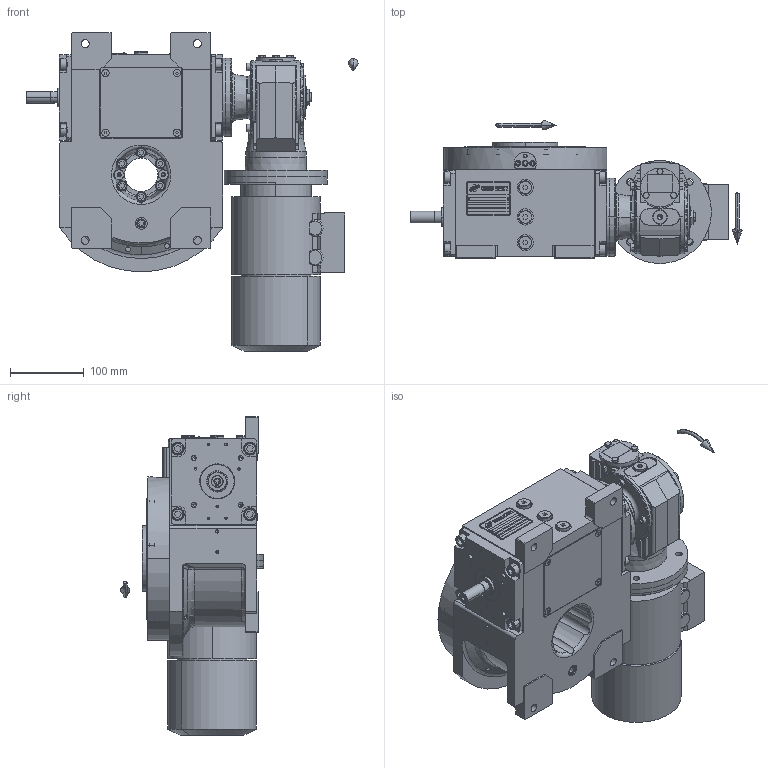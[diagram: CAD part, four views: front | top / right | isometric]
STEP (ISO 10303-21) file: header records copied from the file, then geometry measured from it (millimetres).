
FILE_DESCRIPTION (( 'STEP AP203' ), '1' );
FILE_NAME ('PC5201996.step', '2026-04-01T08:52:09', ( '' ), ( '' ), 'SwSTEP 2.0', 'SolidWorks 2020', '' );
FILE_SCHEMA (( 'CONFIG_CONTROL_DESIGN' ));
Length unit declared in the file: millimetre
Products named in the file (82): cfn2151_01_109; rig06_017; cfn2000_01_161; cfn2107_01_001; cfn2104_01_016; cfn2070_05_005; cfn2003_01_054; cfn2000_01_126; CFN2203_02_001^rig06_071_06_m_asm(2)_rig06_071_06_m_asm.stp; cfn2155_01_056; AS_cfn2476_01_002_60x46; rig06_016; AS_rig06_004_s_001; RIG06_021_AF0^RIG06_005_ASM_rig06_071_06_m_asm(2)_rig06_071_06_m_asm.stp; AS_rig06_004; cfn2158_01_011; cfn2000_01_103; rig06_002_bl_003; cfn2000_01_124; cfn2276_01_074; cfn2476_01_002_60x46; cfn2128_04_004; CFN2223_01-570X6-B^rig06_071_06_m_asm(2)_rig06_071_06_m_asm.stp; AS_900_38_30_003; CFN2104_02_017^RIG06_005_ASM_rig06_071_06_m_asm(2)_rig06_071_06_m_asm.stp; 900_38_30_003; rig06_001_a; rig06_071_06_m_asm.stp; cfn2155_01_303; cfn2151_01_290; cfn2151_01_090; cfn2115_02_165; cfn2115_02_182; rig06_005_n_01; rig06_004_s_001; AS_rig06_002_bl_003; RIG06_005_ASM^rig06_071_06_m_asm(2)_rig06_071_06_m_asm.stp; rig06_007_master; rig06_004; AS_rig06_017 ...
Assembly tree (74 placements, depth 5):
  cfn2151_01_109
  CFN2203_02_001^rig06_071_06_m_asm(2)_rig06_071_06_m_asm.stp
  cfn2276_01_074
  CFN2223_01-570X6-B^rig06_071_06_m_asm(2)_rig06_071_06_m_asm.stp
  cfn2151_01_290
Bounding box: 451 x 194.5 x 432.99 mm (x, y, z)
Volume: 6428583.6 mm3; surface area: 1059210.6 mm2
Topology: 65 solids, 72 shells, 2993 faces, 7488 edges, 4797 vertices
Faces by surface type: plane 1439, cylinder 996, cone 451, torus 95, bspline 6, sphere 6
Entity records: 102282 total; most frequent: CARTESIAN_POINT 23923, DIRECTION 14883, ORIENTED_EDGE 14212, EDGE_CURVE 7106, AXIS2_PLACEMENT_3D 5368, VERTEX_POINT 4616, VECTOR 4147, LINE 4147
